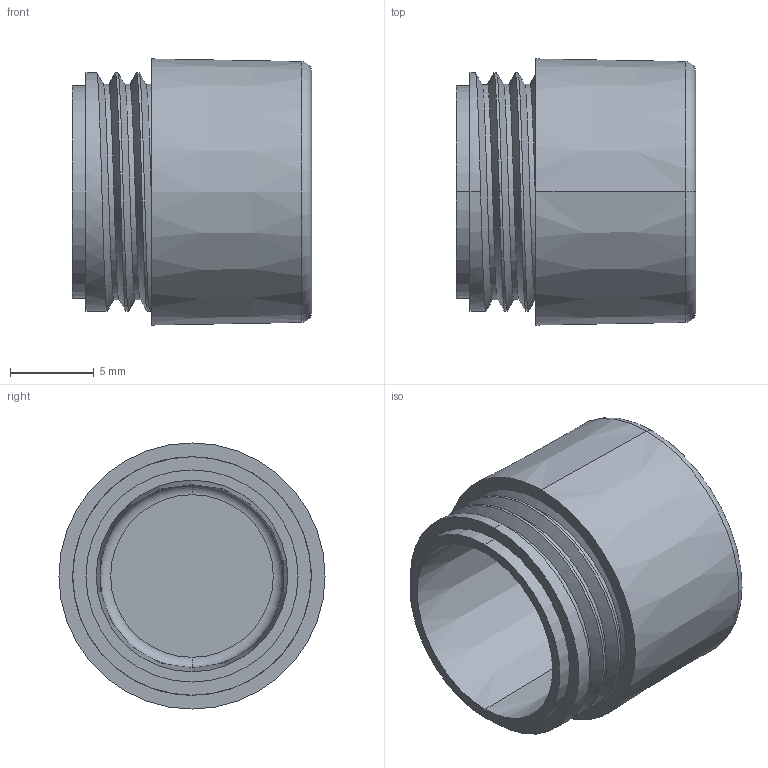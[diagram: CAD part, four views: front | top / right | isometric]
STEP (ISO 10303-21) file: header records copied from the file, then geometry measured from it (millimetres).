
FILE_DESCRIPTION (( 'STEP AP203' ), '1' );
FILE_NAME ('25P-60xx.STEP', '2016-12-24T00:09:01', ( '' ), ( '' ), 'SwSTEP 2.0', 'SolidWorks 2016', '' );
FILE_SCHEMA (( 'CONFIG_CONTROL_DESIGN' ));
Length unit declared in the file: inch
Products named in the file (1): 25P-60xx
Bounding box: 14.27 x 15.88 x 15.88 mm (x, y, z)
Volume: 1355.8 mm3; surface area: 1575.1 mm2
Topology: 1 solids, 1 shells, 28 faces, 60 edges, 37 vertices
Faces by surface type: cylinder 9, plane 7, cone 4, torus 4, bspline 4
Entity records: 1555 total; most frequent: CARTESIAN_POINT 924, ORIENTED_EDGE 120, DIRECTION 111, EDGE_CURVE 60, AXIS2_PLACEMENT_3D 47, VERTEX_POINT 37, EDGE_LOOP 31, ADVANCED_FACE 28
